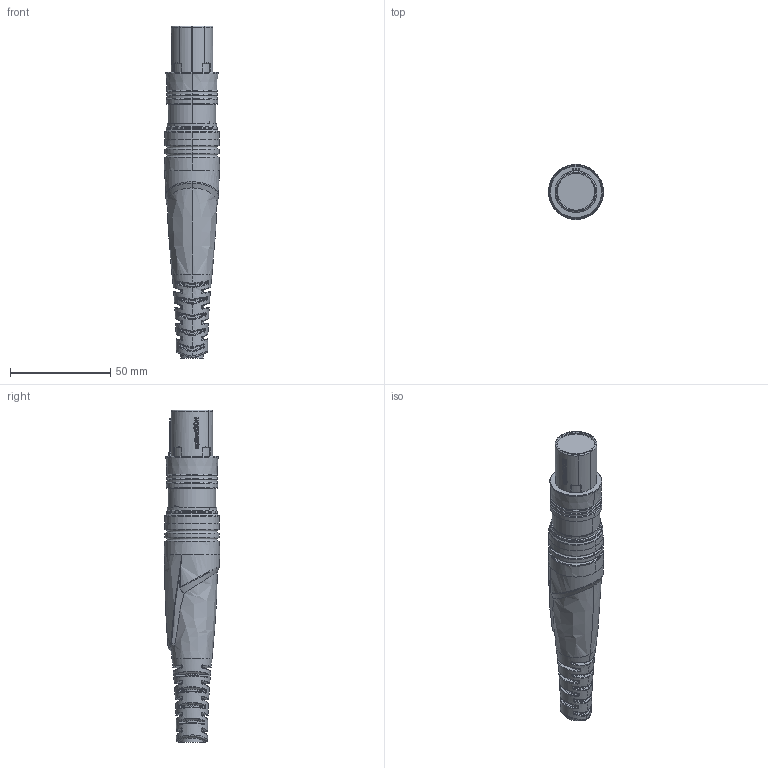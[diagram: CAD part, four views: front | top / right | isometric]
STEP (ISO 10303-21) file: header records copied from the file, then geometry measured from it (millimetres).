
FILE_DESCRIPTION((''),'2;1');
FILE_NAME('30009892','2022-08-10T16:02:30',('SYSTEM'),(''),'CREO PARAMETRIC BY PTC INC, 2021184','CREO PARAMETRIC BY PTC INC, 2021184','');
FILE_SCHEMA(('CONFIG_CONTROL_DESIGN'));
Products named in the file (1): 30009892
Bounding box: 27.47 x 27.5 x 165.55 mm (x, y, z)
Volume: 66050.7 mm3; surface area: 15059.5 mm2
Topology: 1 solids, 34 shells, 1268 faces, 2917 edges, 1756 vertices
Faces by surface type: bspline 403, plane 257, cylinder 254, cone 128, extrusion 118, sphere 76, torus 32
Entity records: 54498 total; most frequent: CARTESIAN_POINT 29657, ORIENTED_EDGE 5834, DIRECTION 3983, EDGE_CURVE 2917, VERTEX_POINT 1756, AXIS2_PLACEMENT_3D 1583, B_SPLINE_CURVE_WITH_KNOTS 1500, EDGE_LOOP 1307
